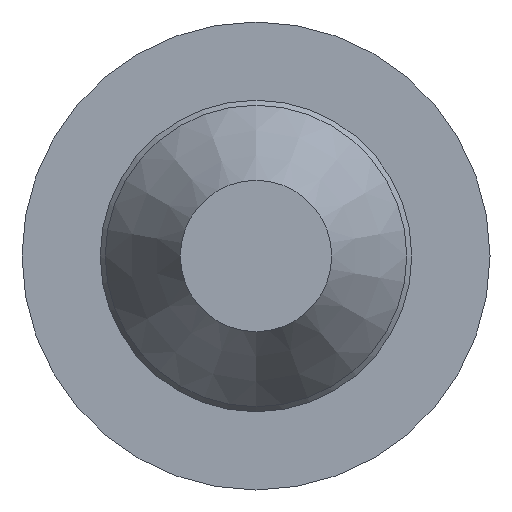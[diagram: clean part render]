
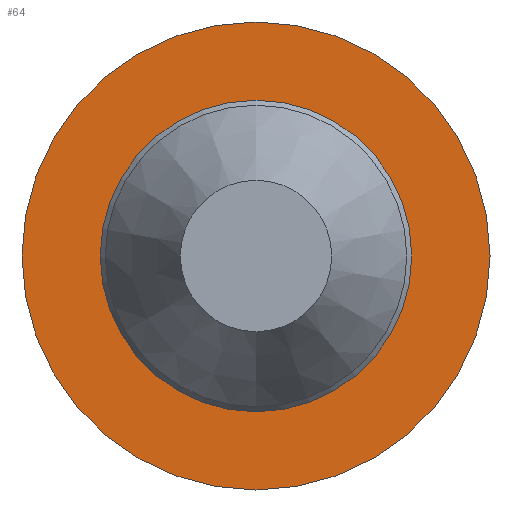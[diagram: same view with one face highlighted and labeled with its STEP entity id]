
A CAD part, left-side view. The second image highlights one B-rep face of the part: STEP entity #64.
In plain terms, the highlighted planar face has unit normal (-1, 0, 0).
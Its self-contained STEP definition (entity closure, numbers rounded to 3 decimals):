
#64 = ADVANCED_FACE( '', ( #141, #142 ), #143, .T. );
#141 = FACE_OUTER_BOUND( '', #227, .T. );
#142 = FACE_BOUND( '', #228, .T. );
#143 = PLANE( '', #229 );
#227 = EDGE_LOOP( '', ( #327 ) );
#228 = EDGE_LOOP( '', ( #328 ) );
#229 = AXIS2_PLACEMENT_3D( '', #329, #330, #331 );
#327 = ORIENTED_EDGE( '', *, *, #412, .T. );
#328 = ORIENTED_EDGE( '', *, *, #402, .F. );
#329 = CARTESIAN_POINT( '', ( 3.295, 0., 2.995 ) );
#330 = DIRECTION( '', ( -1., 0., 0. ) );
#331 = DIRECTION( '', ( 0., 0., 1. ) );
#402 = EDGE_CURVE( '', #452, #452, #453, .T. );
#412 = EDGE_CURVE( '', #468, #468, #469, .T. );
#452 = VERTEX_POINT( '', #510 );
#453 = CIRCLE( '', #511, 2.995 );
#468 = VERTEX_POINT( '', #526 );
#469 = CIRCLE( '', #527, 4.5 );
#510 = CARTESIAN_POINT( '', ( 3.295, 0., 2.995 ) );
#511 = AXIS2_PLACEMENT_3D( '', #571, #572, #573 );
#526 = CARTESIAN_POINT( '', ( 3.295, 0., 4.5 ) );
#527 = AXIS2_PLACEMENT_3D( '', #589, #590, #591 );
#571 = CARTESIAN_POINT( '', ( 3.295, 0., 0. ) );
#572 = DIRECTION( '', ( -1., 0., 0. ) );
#573 = DIRECTION( '', ( 0., 0., 1. ) );
#589 = CARTESIAN_POINT( '', ( 3.295, 0., 0. ) );
#590 = DIRECTION( '', ( -1., 0., 0. ) );
#591 = DIRECTION( '', ( 0., 0., 1. ) );
